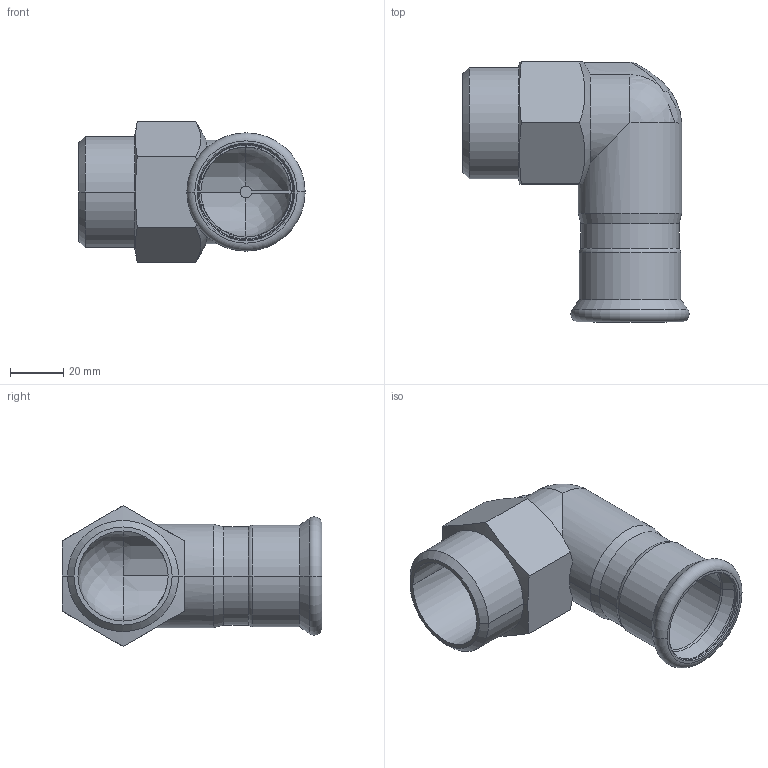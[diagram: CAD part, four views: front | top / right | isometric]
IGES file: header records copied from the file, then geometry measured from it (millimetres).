
Global section: file name: No Iges File Name specified; native system: Autodesk Inventor 2011; preprocessor: AutoDesk Inventor Iges Exporter R2011; author: bruh; date: 20110606.152053; units: millimetre
Bounding box: 85.29 x 98 x 53.12 mm (x, y, z)
Volume: 55817.2 mm3; surface area: 34414.7 mm2
Topology: 1 solids, 1 shells, 61 faces, 148 edges, 87 vertices
Faces by surface type: revolution 15, plane 13, cylinder 11, cone 10, torus 6, bspline 5, sphere 1
